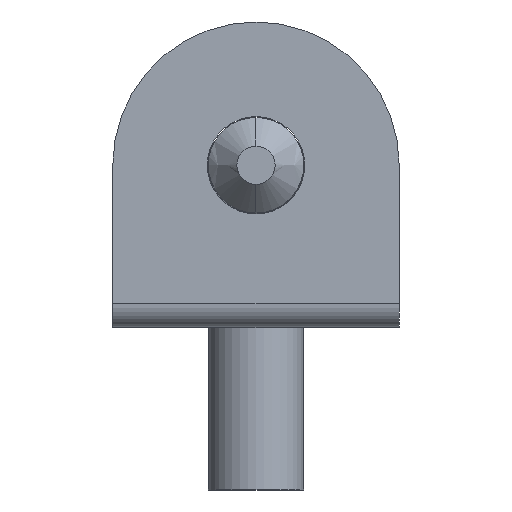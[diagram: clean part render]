
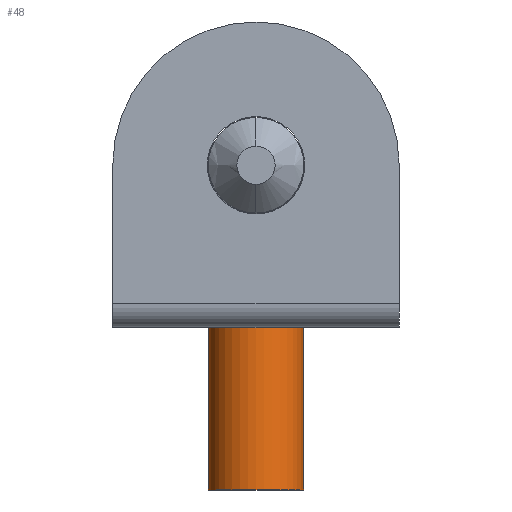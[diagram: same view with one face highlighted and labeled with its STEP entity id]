
A CAD part, left-side view. The second image highlights one B-rep face of the part: STEP entity #48.
In plain terms, the highlighted cylindrical face has radius 5 mm (diameter 10 mm), a partial arc.
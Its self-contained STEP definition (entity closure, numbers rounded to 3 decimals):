
#48=ADVANCED_FACE('',(#84),#1348,.T.);
#84=FACE_OUTER_BOUND('',#124,.T.);
#124=EDGE_LOOP('',(#245,#246,#247,#248));
#245=ORIENTED_EDGE('',*,*,#349,.T.);
#246=ORIENTED_EDGE('',*,*,#325,.T.);
#247=ORIENTED_EDGE('',*,*,#326,.T.);
#248=ORIENTED_EDGE('',*,*,#347,.F.);
#325=EDGE_CURVE('',#395,#396,#837,.T.);
#326=EDGE_CURVE('',#396,#410,#525,.T.);
#347=EDGE_CURVE('',#409,#410,#845,.T.);
#349=EDGE_CURVE('',#409,#395,#536,.T.);
#395=VERTEX_POINT('',#3122);
#396=VERTEX_POINT('',#3123);
#409=VERTEX_POINT('',#3136);
#410=VERTEX_POINT('',#3137);
#525=TRIMMED_CURVE($,#625,(#3155),(#3156),.T.,.CARTESIAN.);
#536=TRIMMED_CURVE($,#636,(#3280),(#3281),.T.,.CARTESIAN.);
#625=CIRCLE('',#1595,5.);
#636=CIRCLE('',#1606,5.);
#837=(
BOUNDED_CURVE()
B_SPLINE_CURVE(3,(#3150,#3151,#3152,#3153),.UNSPECIFIED.,.F.,.F.)
B_SPLINE_CURVE_WITH_KNOTS((4,4),(0.,27.),.UNSPECIFIED.)
CURVE()
GEOMETRIC_REPRESENTATION_ITEM()
RATIONAL_B_SPLINE_CURVE((1.,1.,1.,1.))
REPRESENTATION_ITEM('')
);
#845=(
BOUNDED_CURVE()
B_SPLINE_CURVE(3,(#3272,#3273,#3274,#3275),.UNSPECIFIED.,.F.,.F.)
B_SPLINE_CURVE_WITH_KNOTS((4,4),(0.,27.),.UNSPECIFIED.)
CURVE()
GEOMETRIC_REPRESENTATION_ITEM()
RATIONAL_B_SPLINE_CURVE((1.,1.,1.,1.))
REPRESENTATION_ITEM('')
);
#1348=CYLINDRICAL_SURFACE('',#1590,5.);
#1590=AXIS2_PLACEMENT_3D('',#3042,#1850,$);
#1595=AXIS2_PLACEMENT_3D($,#3154,#1855,#1856);
#1606=AXIS2_PLACEMENT_3D($,#3279,#1877,#1878);
#1850=DIRECTION('',(0.,0.,-1.));
#1855=DIRECTION('',(0.,0.,-1.));
#1856=DIRECTION('',(0.,-1.,0.));
#1877=DIRECTION('',(0.,0.,1.));
#1878=DIRECTION('',(0.,1.,0.));
#3042=CARTESIAN_POINT('',(77.111,15.,-27.395));
#3122=CARTESIAN_POINT('',(77.111,10.,-40.895));
#3123=CARTESIAN_POINT('',(77.111,10.,-13.895));
#3136=CARTESIAN_POINT('',(77.111,20.,-40.895));
#3137=CARTESIAN_POINT('',(77.111,20.,-13.895));
#3150=CARTESIAN_POINT('',(77.111,10.,-40.895));
#3151=CARTESIAN_POINT('',(77.111,10.,-31.895));
#3152=CARTESIAN_POINT('',(77.111,10.,-22.895));
#3153=CARTESIAN_POINT('',(77.111,10.,-13.895));
#3154=CARTESIAN_POINT('',(77.111,15.,-13.895));
#3155=CARTESIAN_POINT('',(77.111,10.,-13.895));
#3156=CARTESIAN_POINT('',(77.111,20.,-13.895));
#3272=CARTESIAN_POINT('',(77.111,20.,-40.895));
#3273=CARTESIAN_POINT('',(77.111,20.,-31.895));
#3274=CARTESIAN_POINT('',(77.111,20.,-22.895));
#3275=CARTESIAN_POINT('',(77.111,20.,-13.895));
#3279=CARTESIAN_POINT('',(77.111,15.,-40.895));
#3280=CARTESIAN_POINT('',(77.111,20.,-40.895));
#3281=CARTESIAN_POINT('',(77.111,10.,-40.895));
